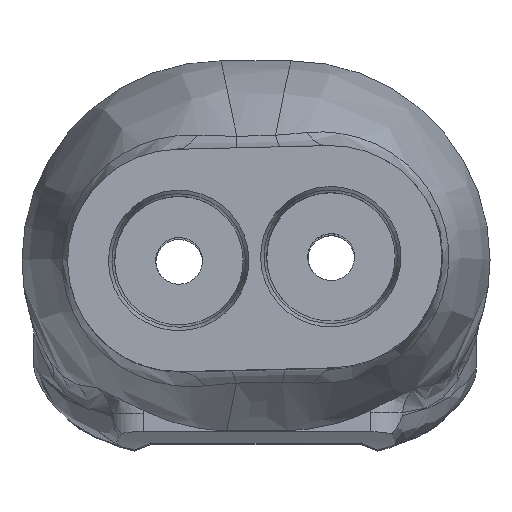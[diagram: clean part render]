
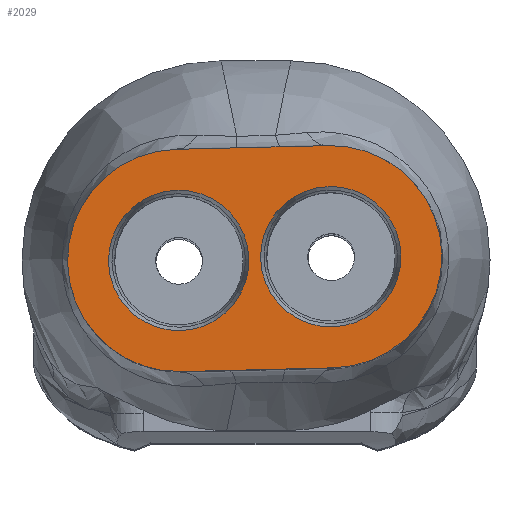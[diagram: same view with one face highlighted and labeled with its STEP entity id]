
A CAD part, top view. The second image highlights one B-rep face of the part: STEP entity #2029.
In plain terms, the highlighted planar face has unit normal (-0.002, 0, 1).
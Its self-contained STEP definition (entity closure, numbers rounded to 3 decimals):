
#39=FACE_BOUND('',#418,.T.);
#40=FACE_BOUND('',#419,.T.);
#61=PLANE('',#2187);
#270=FACE_OUTER_BOUND('',#417,.T.);
#417=EDGE_LOOP('',(#1796,#1797,#1798,#1799));
#418=EDGE_LOOP('',(#1800));
#419=EDGE_LOOP('',(#1801));
#517=CIRCLE('',#2177,3.);
#521=CIRCLE('',#2184,3.);
#523=CIRCLE('',#2188,4.75);
#524=CIRCLE('',#2189,4.75);
#577=LINE('',#5558,#623);
#578=LINE('',#5562,#624);
#623=VECTOR('',#2506,10.);
#624=VECTOR('',#2509,10.);
#959=VERTEX_POINT('',#5539);
#963=VERTEX_POINT('',#5550);
#965=VERTEX_POINT('',#5556);
#966=VERTEX_POINT('',#5557);
#967=VERTEX_POINT('',#5559);
#968=VERTEX_POINT('',#5561);
#1247=EDGE_CURVE('',#959,#959,#517,.T.);
#1251=EDGE_CURVE('',#963,#963,#521,.T.);
#1253=EDGE_CURVE('',#965,#966,#577,.T.);
#1254=EDGE_CURVE('',#966,#967,#523,.T.);
#1255=EDGE_CURVE('',#967,#968,#578,.T.);
#1256=EDGE_CURVE('',#968,#965,#524,.T.);
#1796=ORIENTED_EDGE('',*,*,#1253,.T.);
#1797=ORIENTED_EDGE('',*,*,#1254,.T.);
#1798=ORIENTED_EDGE('',*,*,#1255,.T.);
#1799=ORIENTED_EDGE('',*,*,#1256,.T.);
#1800=ORIENTED_EDGE('',*,*,#1247,.F.);
#1801=ORIENTED_EDGE('',*,*,#1251,.F.);
#2029=ADVANCED_FACE('',(#270,#39,#40),#61,.T.);
#2177=AXIS2_PLACEMENT_3D('',#5540,#2484,#2485);
#2184=AXIS2_PLACEMENT_3D('',#5551,#2498,#2499);
#2187=AXIS2_PLACEMENT_3D('',#5555,#2504,#2505);
#2188=AXIS2_PLACEMENT_3D('',#5560,#2507,#2508);
#2189=AXIS2_PLACEMENT_3D('',#5563,#2510,#2511);
#2484=DIRECTION('center_axis',(-0.002,0.,
1.));
#2485=DIRECTION('ref_axis',(-1.,-0.024,-0.002));
#2498=DIRECTION('center_axis',(-0.002,0.,
1.));
#2499=DIRECTION('ref_axis',(-1.,-0.024,-0.002));
#2504=DIRECTION('center_axis',(-0.002,0.,
1.));
#2505=DIRECTION('ref_axis',(1.,0.,0.002));
#2506=DIRECTION('',(1.,0.024,0.002));
#2507=DIRECTION('center_axis',(-0.002,0.,
1.));
#2508=DIRECTION('ref_axis',(0.024,-1.,0.));
#2509=DIRECTION('',(-1.,-0.024,-0.002));
#2510=DIRECTION('center_axis',(-0.002,0.,
1.));
#2511=DIRECTION('ref_axis',(-0.024,1.,0.));
#5539=CARTESIAN_POINT('',(6.193,0.161,25.533));
#5540=CARTESIAN_POINT('Origin',(3.194,0.087,25.526));
#5550=CARTESIAN_POINT('',(-0.305,0.001,25.519));
#5551=CARTESIAN_POINT('Origin',(-3.304,-0.072,25.512));
#5555=CARTESIAN_POINT('Origin',(-0.055,0.008,
25.519));
#5556=CARTESIAN_POINT('',(-3.188,-4.821,25.514));
#5557=CARTESIAN_POINT('',(3.31,-4.661,25.528));
#5558=CARTESIAN_POINT('',(-3.188,-4.821,25.514));
#5559=CARTESIAN_POINT('',(3.078,4.836,25.524));
#5560=CARTESIAN_POINT('Origin',(3.194,0.087,25.526));
#5561=CARTESIAN_POINT('',(-3.42,4.677,25.511));
#5562=CARTESIAN_POINT('',(3.078,4.836,25.524));
#5563=CARTESIAN_POINT('Origin',(-3.304,-0.072,25.512));
